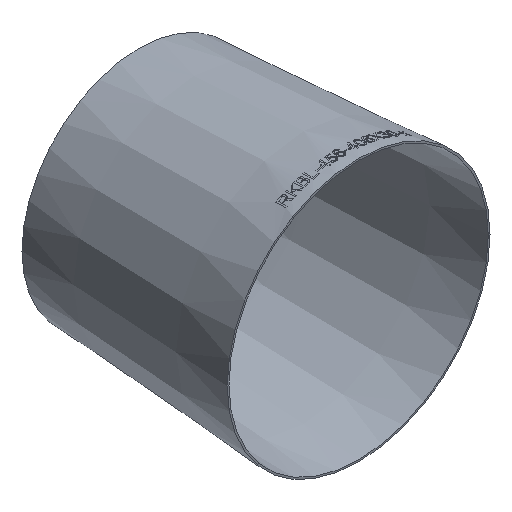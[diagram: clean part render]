
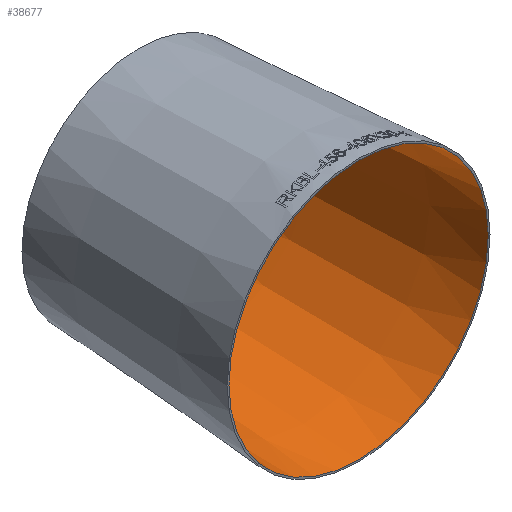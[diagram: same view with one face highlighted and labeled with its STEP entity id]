
A CAD part, isometric view. The second image highlights one B-rep face of the part: STEP entity #38677.
In plain terms, the highlighted conical face has half-angle 3.724 degrees and reference radius 224.994 mm.
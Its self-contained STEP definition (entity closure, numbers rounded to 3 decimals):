
#1696 = ORIENTED_EDGE ( 'NONE', *, *, #21317, .T. ) ;
#1740 = CARTESIAN_POINT ( 'NONE',  ( 0., 381., -200.194 ) ) ;
#1839 = DIRECTION ( 'NONE',  ( 0., -1., 0. ) ) ;
#3277 = DIRECTION ( 'NONE',  ( 0., 0., -1. ) ) ;
#3386 = CARTESIAN_POINT ( 'NONE',  ( 0., 0., 0. ) ) ;
#3498 = DIRECTION ( 'NONE',  ( 0., -1., 0. ) ) ;
#3710 = DIRECTION ( 'NONE',  ( 0., 0., -1. ) ) ;
#6072 = CARTESIAN_POINT ( 'NONE',  ( 0., 0., -224.994 ) ) ;
#8799 = FACE_BOUND ( 'NONE', #12150, .T. ) ;
#9334 = VERTEX_POINT ( 'NONE', #1740 ) ;
#9715 = DIRECTION ( 'NONE',  ( 0., -1., 0. ) ) ;
#12150 = EDGE_LOOP ( 'NONE', ( #28630 ) ) ;
#12617 = VERTEX_POINT ( 'NONE', #6072 ) ;
#13873 = CONICAL_SURFACE ( 'NONE', #16665, 224.994, 0.065 ) ;
#16665 = AXIS2_PLACEMENT_3D ( 'NONE', #36241, #1839, #3277 ) ;
#16837 = CARTESIAN_POINT ( 'NONE',  ( 0., 381., 0. ) ) ;
#20709 = CIRCLE ( 'NONE', #26997, 224.994 ) ;
#21317 = EDGE_CURVE ( 'NONE', #12617, #12617, #20709, .T. ) ;
#22961 = FACE_OUTER_BOUND ( 'NONE', #29107, .T. ) ;
#23495 = DIRECTION ( 'NONE',  ( 0., 0., -1. ) ) ;
#26997 = AXIS2_PLACEMENT_3D ( 'NONE', #3386, #9715, #23495 ) ;
#28630 = ORIENTED_EDGE ( 'NONE', *, *, #43134, .F. ) ;
#29107 = EDGE_LOOP ( 'NONE', ( #1696 ) ) ;
#32679 = CIRCLE ( 'NONE', #34754, 200.194 ) ;
#34754 = AXIS2_PLACEMENT_3D ( 'NONE', #16837, #3498, #3710 ) ;
#36241 = CARTESIAN_POINT ( 'NONE',  ( 0., 0., 0. ) ) ;
#38677 = ADVANCED_FACE ( 'NONE', ( #8799, #22961 ), #13873, .F. ) ;
#43134 = EDGE_CURVE ( 'NONE', #9334, #9334, #32679, .T. ) ;
